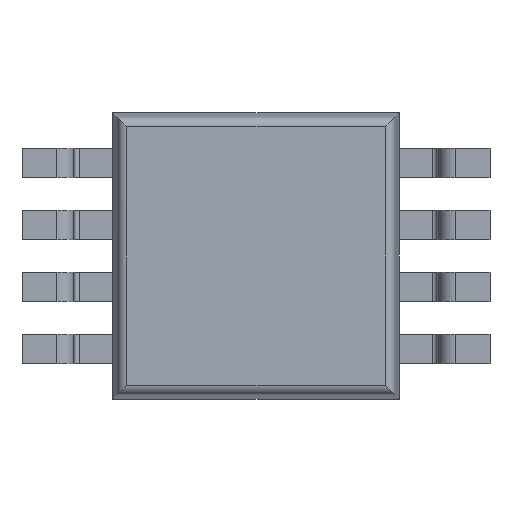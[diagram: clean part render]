
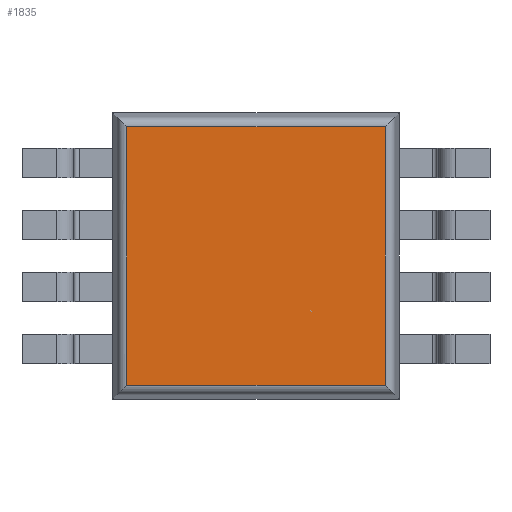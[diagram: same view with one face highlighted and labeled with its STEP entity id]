
A CAD part, front view. The second image highlights one B-rep face of the part: STEP entity #1835.
In plain terms, the highlighted planar face has unit normal (0, -1, 0).
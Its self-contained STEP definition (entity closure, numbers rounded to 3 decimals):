
#106 = CARTESIAN_POINT ( 'NONE',  ( -1.355, 0.15, 1.355 ) ) ;
#111 = EDGE_LOOP ( 'NONE', ( #1090, #1734, #202, #2467 ) ) ;
#202 = ORIENTED_EDGE ( 'NONE', *, *, #2878, .T. ) ;
#635 = LINE ( 'NONE', #4120, #2440 ) ;
#1090 = ORIENTED_EDGE ( 'NONE', *, *, #1205, .T. ) ;
#1094 = VECTOR ( 'NONE', #2901, 1000. ) ;
#1146 = CARTESIAN_POINT ( 'NONE',  ( 0., 0.15, -1.355 ) ) ;
#1205 = EDGE_CURVE ( 'NONE', #3905, #3182, #4280, .T. ) ;
#1253 = AXIS2_PLACEMENT_3D ( 'NONE', #4481, #3483, #3110 ) ;
#1293 = DIRECTION ( 'NONE',  ( 0., 0., 1. ) ) ;
#1321 = CARTESIAN_POINT ( 'NONE',  ( 0., 0.15, 1.355 ) ) ;
#1635 = EDGE_CURVE ( 'NONE', #1944, #3905, #3850, .T. ) ;
#1734 = ORIENTED_EDGE ( 'NONE', *, *, #3105, .T. ) ;
#1788 = PLANE ( 'NONE',  #1253 ) ;
#1835 = ADVANCED_FACE ( 'NONE', ( #3530 ), #1788, .T. ) ;
#1944 = VERTEX_POINT ( 'NONE', #106 ) ;
#2002 = VECTOR ( 'NONE', #4125, 1000. ) ;
#2156 = CARTESIAN_POINT ( 'NONE',  ( -1.355, 0.15, 0. ) ) ;
#2440 = VECTOR ( 'NONE', #1293, 1000. ) ;
#2467 = ORIENTED_EDGE ( 'NONE', *, *, #1635, .T. ) ;
#2725 = VECTOR ( 'NONE', #3163, 1000. ) ;
#2878 = EDGE_CURVE ( 'NONE', #3656, #1944, #3424, .T. ) ;
#2901 = DIRECTION ( 'NONE',  ( 1., 0., 0. ) ) ;
#3101 = CARTESIAN_POINT ( 'NONE',  ( -1.355, 0.15, -1.355 ) ) ;
#3105 = EDGE_CURVE ( 'NONE', #3182, #3656, #635, .T. ) ;
#3110 = DIRECTION ( 'NONE',  ( 0., 0., -1. ) ) ;
#3163 = DIRECTION ( 'NONE',  ( 0., 0., -1. ) ) ;
#3182 = VERTEX_POINT ( 'NONE', #3741 ) ;
#3216 = CARTESIAN_POINT ( 'NONE',  ( 1.355, 0.15, 1.355 ) ) ;
#3424 = LINE ( 'NONE', #1321, #2002 ) ;
#3483 = DIRECTION ( 'NONE',  ( 0., -1., 0. ) ) ;
#3530 = FACE_OUTER_BOUND ( 'NONE', #111, .T. ) ;
#3656 = VERTEX_POINT ( 'NONE', #3216 ) ;
#3741 = CARTESIAN_POINT ( 'NONE',  ( 1.355, 0.15, -1.355 ) ) ;
#3850 = LINE ( 'NONE', #2156, #2725 ) ;
#3905 = VERTEX_POINT ( 'NONE', #3101 ) ;
#4120 = CARTESIAN_POINT ( 'NONE',  ( 1.355, 0.15, 0. ) ) ;
#4125 = DIRECTION ( 'NONE',  ( -1., 0., 0. ) ) ;
#4280 = LINE ( 'NONE', #1146, #1094 ) ;
#4481 = CARTESIAN_POINT ( 'NONE',  ( 0., 0.15, 0. ) ) ;
